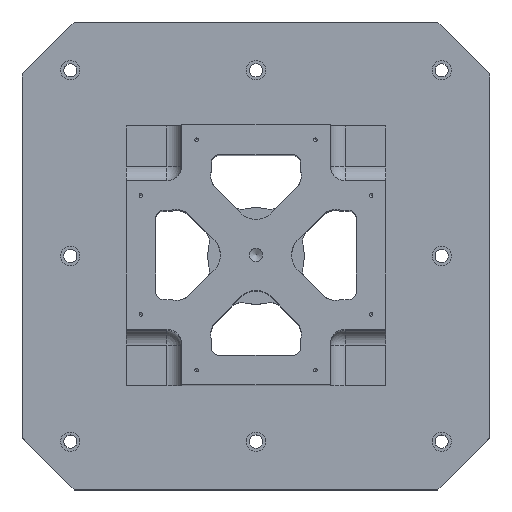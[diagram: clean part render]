
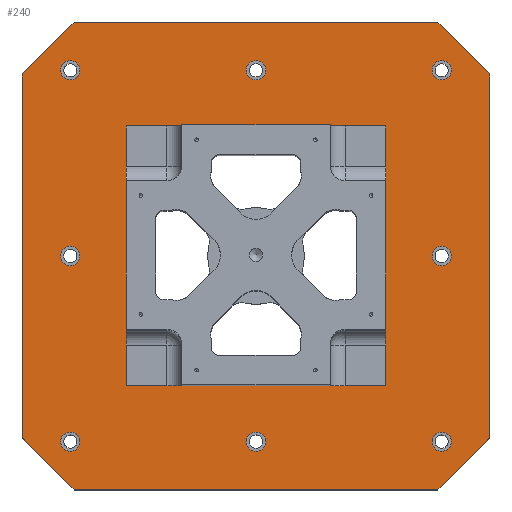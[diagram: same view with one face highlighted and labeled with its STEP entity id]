
A CAD part, top view. The second image highlights one B-rep face of the part: STEP entity #240.
In plain terms, the highlighted planar face has unit normal (0, 0, 1).
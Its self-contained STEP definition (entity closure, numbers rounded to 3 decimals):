
#240 = ADVANCED_FACE( '', ( #687, #688, #689, #690, #691, #692, #693, #694, #695, #696 ), #697, .F. );
#687 = FACE_BOUND( '', #1182, .T. );
#688 = FACE_BOUND( '', #1183, .T. );
#689 = FACE_BOUND( '', #1184, .T. );
#690 = FACE_BOUND( '', #1185, .T. );
#691 = FACE_BOUND( '', #1186, .T. );
#692 = FACE_BOUND( '', #1187, .T. );
#693 = FACE_BOUND( '', #1188, .T. );
#694 = FACE_BOUND( '', #1189, .T. );
#695 = FACE_OUTER_BOUND( '', #1190, .T. );
#696 = FACE_BOUND( '', #1191, .T. );
#697 = PLANE( '', #1192 );
#1182 = EDGE_LOOP( '', ( #2592 ) );
#1183 = EDGE_LOOP( '', ( #2593 ) );
#1184 = EDGE_LOOP( '', ( #2594 ) );
#1185 = EDGE_LOOP( '', ( #2595 ) );
#1186 = EDGE_LOOP( '', ( #2596 ) );
#1187 = EDGE_LOOP( '', ( #2597 ) );
#1188 = EDGE_LOOP( '', ( #2598 ) );
#1189 = EDGE_LOOP( '', ( #2599 ) );
#1190 = EDGE_LOOP( '', ( #2600, #2601, #2602, #2603, #2604, #2605, #2606, #2607 ) );
#1191 = EDGE_LOOP( '', ( #2608, #2609, #2610, #2611 ) );
#1192 = AXIS2_PLACEMENT_3D( '', #2612, #2613, #2614 );
#2592 = ORIENTED_EDGE( '', *, *, #3089, .T. );
#2593 = ORIENTED_EDGE( '', *, *, #3085, .T. );
#2594 = ORIENTED_EDGE( '', *, *, #3081, .T. );
#2595 = ORIENTED_EDGE( '', *, *, #3077, .T. );
#2596 = ORIENTED_EDGE( '', *, *, #3073, .T. );
#2597 = ORIENTED_EDGE( '', *, *, #3069, .T. );
#2598 = ORIENTED_EDGE( '', *, *, #3065, .T. );
#2599 = ORIENTED_EDGE( '', *, *, #3061, .T. );
#2600 = ORIENTED_EDGE( '', *, *, #3436, .T. );
#2601 = ORIENTED_EDGE( '', *, *, #3423, .T. );
#2602 = ORIENTED_EDGE( '', *, *, #3434, .T. );
#2603 = ORIENTED_EDGE( '', *, *, #3426, .T. );
#2604 = ORIENTED_EDGE( '', *, *, #3435, .T. );
#2605 = ORIENTED_EDGE( '', *, *, #3429, .T. );
#2606 = ORIENTED_EDGE( '', *, *, #3437, .T. );
#2607 = ORIENTED_EDGE( '', *, *, #2943, .T. );
#2608 = ORIENTED_EDGE( '', *, *, #3438, .F. );
#2609 = ORIENTED_EDGE( '', *, *, #3439, .F. );
#2610 = ORIENTED_EDGE( '', *, *, #3440, .F. );
#2611 = ORIENTED_EDGE( '', *, *, #3441, .F. );
#2612 = CARTESIAN_POINT( '', ( -315., 315., 50. ) );
#2613 = DIRECTION( '', ( 0., 0., -1. ) );
#2614 = DIRECTION( '', ( -1., 0., 0. ) );
#2943 = EDGE_CURVE( '', #3484, #3485, #3486, .F. );
#3061 = EDGE_CURVE( '', #3691, #3691, #3692, .T. );
#3065 = EDGE_CURVE( '', #3699, #3699, #3700, .T. );
#3069 = EDGE_CURVE( '', #3707, #3707, #3708, .T. );
#3073 = EDGE_CURVE( '', #3715, #3715, #3716, .T. );
#3077 = EDGE_CURVE( '', #3723, #3723, #3724, .T. );
#3081 = EDGE_CURVE( '', #3731, #3731, #3732, .T. );
#3085 = EDGE_CURVE( '', #3739, #3739, #3740, .T. );
#3089 = EDGE_CURVE( '', #3747, #3747, #3748, .T. );
#3423 = EDGE_CURVE( '', #4297, #4298, #4299, .F. );
#3426 = EDGE_CURVE( '', #4302, #4303, #4304, .F. );
#3429 = EDGE_CURVE( '', #4307, #4308, #4309, .F. );
#3434 = EDGE_CURVE( '', #4298, #4302, #4315, .T. );
#3435 = EDGE_CURVE( '', #4303, #4307, #4316, .T. );
#3436 = EDGE_CURVE( '', #3485, #4297, #4317, .T. );
#3437 = EDGE_CURVE( '', #4308, #3484, #4318, .T. );
#3438 = EDGE_CURVE( '', #4319, #4320, #4321, .T. );
#3439 = EDGE_CURVE( '', #4322, #4319, #4323, .T. );
#3440 = EDGE_CURVE( '', #4324, #4322, #4325, .T. );
#3441 = EDGE_CURVE( '', #4320, #4324, #4326, .T. );
#3484 = VERTEX_POINT( '', #4385 );
#3485 = VERTEX_POINT( '', #4386 );
#3486 = LINE( '', #4387, #4388 );
#3691 = VERTEX_POINT( '', #4994 );
#3692 = CIRCLE( '', #4995, 13. );
#3699 = VERTEX_POINT( '', #5002 );
#3700 = CIRCLE( '', #5003, 13. );
#3707 = VERTEX_POINT( '', #5010 );
#3708 = CIRCLE( '', #5011, 13. );
#3715 = VERTEX_POINT( '', #5018 );
#3716 = CIRCLE( '', #5019, 13. );
#3723 = VERTEX_POINT( '', #5026 );
#3724 = CIRCLE( '', #5027, 13. );
#3731 = VERTEX_POINT( '', #5034 );
#3732 = CIRCLE( '', #5035, 13. );
#3739 = VERTEX_POINT( '', #5042 );
#3740 = CIRCLE( '', #5043, 13. );
#3747 = VERTEX_POINT( '', #5050 );
#3748 = CIRCLE( '', #5051, 13. );
#4297 = VERTEX_POINT( '', #6450 );
#4298 = VERTEX_POINT( '', #6451 );
#4299 = LINE( '', #6452, #6453 );
#4302 = VERTEX_POINT( '', #6458 );
#4303 = VERTEX_POINT( '', #6459 );
#4304 = LINE( '', #6460, #6461 );
#4307 = VERTEX_POINT( '', #6466 );
#4308 = VERTEX_POINT( '', #6467 );
#4309 = LINE( '', #6468, #6469 );
#4315 = LINE( '', #6479, #6480 );
#4316 = LINE( '', #6481, #6482 );
#4317 = LINE( '', #6483, #6484 );
#4318 = LINE( '', #6485, #6486 );
#4319 = VERTEX_POINT( '', #6487 );
#4320 = VERTEX_POINT( '', #6488 );
#4321 = LINE( '', #6489, #6490 );
#4322 = VERTEX_POINT( '', #6491 );
#4323 = LINE( '', #6492, #6493 );
#4324 = VERTEX_POINT( '', #6494 );
#4325 = LINE( '', #6495, #6496 );
#4326 = LINE( '', #6497, #6498 );
#4385 = CARTESIAN_POINT( '', ( -315., -245., 50. ) );
#4386 = CARTESIAN_POINT( '', ( -245., -315., 50. ) );
#4387 = CARTESIAN_POINT( '', ( -245., -315., 50. ) );
#4388 = VECTOR( '', #6570, 1000. );
#4994 = CARTESIAN_POINT( '', ( 0., 237., 50. ) );
#4995 = AXIS2_PLACEMENT_3D( '', #6744, #6745, #6746 );
#5002 = CARTESIAN_POINT( '', ( 250., 237., 50. ) );
#5003 = AXIS2_PLACEMENT_3D( '', #6756, #6757, #6758 );
#5010 = CARTESIAN_POINT( '', ( 250., -13., 50. ) );
#5011 = AXIS2_PLACEMENT_3D( '', #6768, #6769, #6770 );
#5018 = CARTESIAN_POINT( '', ( 250., -263., 50. ) );
#5019 = AXIS2_PLACEMENT_3D( '', #6780, #6781, #6782 );
#5026 = CARTESIAN_POINT( '', ( 0., -263., 50. ) );
#5027 = AXIS2_PLACEMENT_3D( '', #6792, #6793, #6794 );
#5034 = CARTESIAN_POINT( '', ( -250., -263., 50. ) );
#5035 = AXIS2_PLACEMENT_3D( '', #6804, #6805, #6806 );
#5042 = CARTESIAN_POINT( '', ( -250., -13., 50. ) );
#5043 = AXIS2_PLACEMENT_3D( '', #6816, #6817, #6818 );
#5050 = CARTESIAN_POINT( '', ( -250., 237., 50. ) );
#5051 = AXIS2_PLACEMENT_3D( '', #6828, #6829, #6830 );
#6450 = CARTESIAN_POINT( '', ( 245., -315., 50. ) );
#6451 = CARTESIAN_POINT( '', ( 315., -245., 50. ) );
#6452 = CARTESIAN_POINT( '', ( 315., -245., 50. ) );
#6453 = VECTOR( '', #7375, 1000. );
#6458 = CARTESIAN_POINT( '', ( 315., 245., 50. ) );
#6459 = CARTESIAN_POINT( '', ( 245., 315., 50. ) );
#6460 = CARTESIAN_POINT( '', ( 245., 315., 50. ) );
#6461 = VECTOR( '', #7378, 1000. );
#6466 = CARTESIAN_POINT( '', ( -245., 315., 50. ) );
#6467 = CARTESIAN_POINT( '', ( -315., 245., 50. ) );
#6468 = CARTESIAN_POINT( '', ( -315., 245., 50. ) );
#6469 = VECTOR( '', #7381, 1000. );
#6479 = CARTESIAN_POINT( '', ( 315., -315., 50. ) );
#6480 = VECTOR( '', #7386, 1000. );
#6481 = CARTESIAN_POINT( '', ( 315., 315., 50. ) );
#6482 = VECTOR( '', #7387, 1000. );
#6483 = CARTESIAN_POINT( '', ( -315., -315., 50. ) );
#6484 = VECTOR( '', #7388, 1000. );
#6485 = CARTESIAN_POINT( '', ( -315., 315., 50. ) );
#6486 = VECTOR( '', #7389, 1000. );
#6487 = CARTESIAN_POINT( '', ( -175., 175., 50. ) );
#6488 = CARTESIAN_POINT( '', ( -175., -175., 50. ) );
#6489 = CARTESIAN_POINT( '', ( -175., 175., 50. ) );
#6490 = VECTOR( '', #7390, 1000. );
#6491 = CARTESIAN_POINT( '', ( 175., 175., 50. ) );
#6492 = CARTESIAN_POINT( '', ( 175., 175., 50. ) );
#6493 = VECTOR( '', #7391, 1000. );
#6494 = CARTESIAN_POINT( '', ( 175., -175., 50. ) );
#6495 = CARTESIAN_POINT( '', ( 175., -175., 50. ) );
#6496 = VECTOR( '', #7392, 1000. );
#6497 = CARTESIAN_POINT( '', ( -175., -175., 50. ) );
#6498 = VECTOR( '', #7393, 1000. );
#6570 = DIRECTION( '', ( -0.707, 0.707, 0. ) );
#6744 = CARTESIAN_POINT( '', ( 0., 250., 50. ) );
#6745 = DIRECTION( '', ( 0., 0., -1. ) );
#6746 = DIRECTION( '', ( 0., -1., 0. ) );
#6756 = CARTESIAN_POINT( '', ( 250., 250., 50. ) );
#6757 = DIRECTION( '', ( 0., 0., -1. ) );
#6758 = DIRECTION( '', ( 0., -1., 0. ) );
#6768 = CARTESIAN_POINT( '', ( 250., 0., 50. ) );
#6769 = DIRECTION( '', ( 0., 0., -1. ) );
#6770 = DIRECTION( '', ( 0., -1., 0. ) );
#6780 = CARTESIAN_POINT( '', ( 250., -250., 50. ) );
#6781 = DIRECTION( '', ( 0., 0., -1. ) );
#6782 = DIRECTION( '', ( 0., -1., 0. ) );
#6792 = CARTESIAN_POINT( '', ( 0., -250., 50. ) );
#6793 = DIRECTION( '', ( 0., 0., -1. ) );
#6794 = DIRECTION( '', ( 0., -1., 0. ) );
#6804 = CARTESIAN_POINT( '', ( -250., -250., 50. ) );
#6805 = DIRECTION( '', ( 0., 0., -1. ) );
#6806 = DIRECTION( '', ( 0., -1., 0. ) );
#6816 = CARTESIAN_POINT( '', ( -250., 0., 50. ) );
#6817 = DIRECTION( '', ( 0., 0., -1. ) );
#6818 = DIRECTION( '', ( 0., -1., 0. ) );
#6828 = CARTESIAN_POINT( '', ( -250., 250., 50. ) );
#6829 = DIRECTION( '', ( 0., 0., -1. ) );
#6830 = DIRECTION( '', ( 0., -1., 0. ) );
#7375 = DIRECTION( '', ( -0.707, -0.707, 0. ) );
#7378 = DIRECTION( '', ( 0.707, -0.707, 0. ) );
#7381 = DIRECTION( '', ( 0.707, 0.707, 0. ) );
#7386 = DIRECTION( '', ( 0., 1., 0. ) );
#7387 = DIRECTION( '', ( -1., 0., 0. ) );
#7388 = DIRECTION( '', ( 1., 0., 0. ) );
#7389 = DIRECTION( '', ( 0., -1., 0. ) );
#7390 = DIRECTION( '', ( 0., -1., 0. ) );
#7391 = DIRECTION( '', ( -1., 0., 0. ) );
#7392 = DIRECTION( '', ( 0., 1., 0. ) );
#7393 = DIRECTION( '', ( 1., 0., 0. ) );
